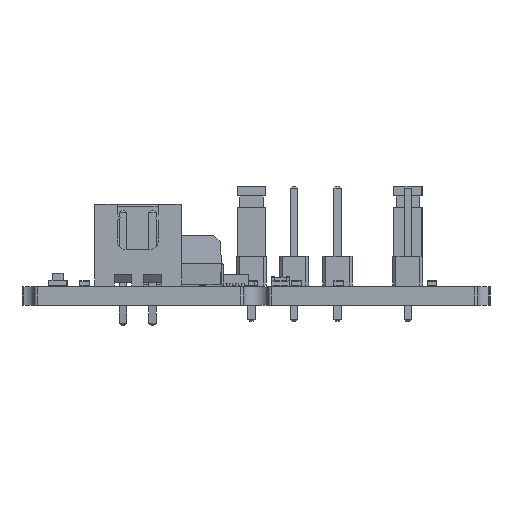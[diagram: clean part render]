
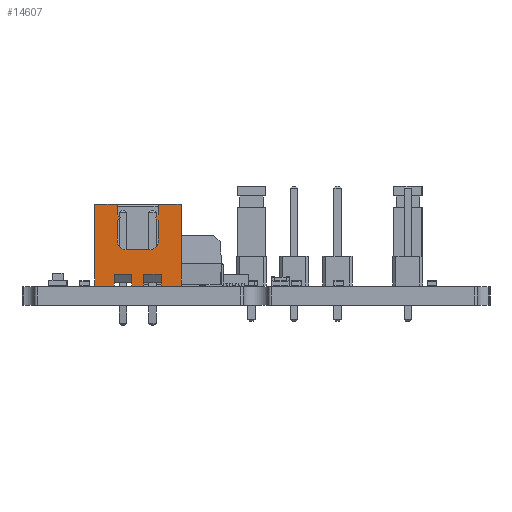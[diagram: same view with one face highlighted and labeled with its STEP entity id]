
A CAD part, left-side view. The second image highlights one B-rep face of the part: STEP entity #14607.
In plain terms, the highlighted face is planar.
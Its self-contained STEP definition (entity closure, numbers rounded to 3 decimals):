
#14052 = VERTEX_POINT('',#14053);
#14053 = CARTESIAN_POINT('',(-2.45,2.35,0.));
#14061 = EDGE_CURVE('',#14052,#14062,#14064,.T.);
#14062 = VERTEX_POINT('',#14063);
#14063 = CARTESIAN_POINT('',(-2.45,2.35,7.));
#14064 = LINE('',#14065,#14066);
#14065 = CARTESIAN_POINT('',(-2.45,2.35,0.));
#14066 = VECTOR('',#14067,1.);
#14067 = DIRECTION('',(0.,0.,1.));
#14253 = VERTEX_POINT('',#14254);
#14254 = CARTESIAN_POINT('',(4.95,2.35,0.));
#14296 = VERTEX_POINT('',#14297);
#14297 = CARTESIAN_POINT('',(4.95,2.35,7.));
#14303 = EDGE_CURVE('',#14253,#14296,#14304,.T.);
#14304 = LINE('',#14305,#14306);
#14305 = CARTESIAN_POINT('',(4.95,2.35,0.));
#14306 = VECTOR('',#14307,1.);
#14307 = DIRECTION('',(0.,0.,1.));
#14410 = VERTEX_POINT('',#14411);
#14411 = CARTESIAN_POINT('',(-0.75,2.35,0.));
#14417 = EDGE_CURVE('',#14410,#14052,#14418,.T.);
#14418 = LINE('',#14419,#14420);
#14419 = CARTESIAN_POINT('',(4.95,2.35,0.));
#14420 = VECTOR('',#14421,1.);
#14421 = DIRECTION('',(-1.,0.,0.));
#14589 = VERTEX_POINT('',#14590);
#14590 = CARTESIAN_POINT('',(-0.5,2.35,7.));
#14596 = EDGE_CURVE('',#14589,#14062,#14597,.T.);
#14597 = LINE('',#14598,#14599);
#14598 = CARTESIAN_POINT('',(4.95,2.35,7.));
#14599 = VECTOR('',#14600,1.);
#14600 = DIRECTION('',(-1.,0.,0.));
#14607 = ADVANCED_FACE('',(#14608),#14772,.F.);
#14608 = FACE_BOUND('',#14609,.F.);
#14609 = EDGE_LOOP('',(#14610,#14618,#14619,#14627,#14635,#14643,#14651,
    #14659,#14668,#14676,#14685,#14693,#14701,#14709,#14715,#14716,
    #14717,#14718,#14726,#14734,#14742,#14750,#14758,#14766));
#14610 = ORIENTED_EDGE('',*,*,#14611,.F.);
#14611 = EDGE_CURVE('',#14253,#14612,#14614,.T.);
#14612 = VERTEX_POINT('',#14613);
#14613 = CARTESIAN_POINT('',(3.25,2.35,0.));
#14614 = LINE('',#14615,#14616);
#14615 = CARTESIAN_POINT('',(4.95,2.35,0.));
#14616 = VECTOR('',#14617,1.);
#14617 = DIRECTION('',(-1.,0.,0.));
#14618 = ORIENTED_EDGE('',*,*,#14303,.T.);
#14619 = ORIENTED_EDGE('',*,*,#14620,.T.);
#14620 = EDGE_CURVE('',#14296,#14621,#14623,.T.);
#14621 = VERTEX_POINT('',#14622);
#14622 = CARTESIAN_POINT('',(3.,2.35,7.));
#14623 = LINE('',#14624,#14625);
#14624 = CARTESIAN_POINT('',(4.95,2.35,7.));
#14625 = VECTOR('',#14626,1.);
#14626 = DIRECTION('',(-1.,0.,0.));
#14627 = ORIENTED_EDGE('',*,*,#14628,.F.);
#14628 = EDGE_CURVE('',#14629,#14621,#14631,.T.);
#14629 = VERTEX_POINT('',#14630);
#14630 = CARTESIAN_POINT('',(3.,2.35,6.1));
#14631 = LINE('',#14632,#14633);
#14632 = CARTESIAN_POINT('',(3.,2.35,6.1));
#14633 = VECTOR('',#14634,1.);
#14634 = DIRECTION('',(0.,0.,1.));
#14635 = ORIENTED_EDGE('',*,*,#14636,.F.);
#14636 = EDGE_CURVE('',#14637,#14629,#14639,.T.);
#14637 = VERTEX_POINT('',#14638);
#14638 = CARTESIAN_POINT('',(2.75,2.35,5.85));
#14639 = LINE('',#14640,#14641);
#14640 = CARTESIAN_POINT('',(2.75,2.35,5.85));
#14641 = VECTOR('',#14642,1.);
#14642 = DIRECTION('',(0.707,0.,0.707
    ));
#14643 = ORIENTED_EDGE('',*,*,#14644,.F.);
#14644 = EDGE_CURVE('',#14645,#14637,#14647,.T.);
#14645 = VERTEX_POINT('',#14646);
#14646 = CARTESIAN_POINT('',(3.,2.35,5.6));
#14647 = LINE('',#14648,#14649);
#14648 = CARTESIAN_POINT('',(3.,2.35,5.6));
#14649 = VECTOR('',#14650,1.);
#14650 = DIRECTION('',(-0.707,0.,0.707
    ));
#14651 = ORIENTED_EDGE('',*,*,#14652,.F.);
#14652 = EDGE_CURVE('',#14653,#14645,#14655,.T.);
#14653 = VERTEX_POINT('',#14654);
#14654 = CARTESIAN_POINT('',(3.,2.35,3.85));
#14655 = LINE('',#14656,#14657);
#14656 = CARTESIAN_POINT('',(3.,2.35,3.1));
#14657 = VECTOR('',#14658,1.);
#14658 = DIRECTION('',(0.,0.,1.));
#14659 = ORIENTED_EDGE('',*,*,#14660,.F.);
#14660 = EDGE_CURVE('',#14661,#14653,#14663,.T.);
#14661 = VERTEX_POINT('',#14662);
#14662 = CARTESIAN_POINT('',(2.25,2.35,3.1));
#14663 = CIRCLE('',#14664,0.75);
#14664 = AXIS2_PLACEMENT_3D('',#14665,#14666,#14667);
#14665 = CARTESIAN_POINT('',(2.25,2.35,3.85));
#14666 = DIRECTION('',(0.,-1.,0.));
#14667 = DIRECTION('',(0.,0.,1.));
#14668 = ORIENTED_EDGE('',*,*,#14669,.F.);
#14669 = EDGE_CURVE('',#14670,#14661,#14672,.T.);
#14670 = VERTEX_POINT('',#14671);
#14671 = CARTESIAN_POINT('',(0.25,2.35,3.1));
#14672 = LINE('',#14673,#14674);
#14673 = CARTESIAN_POINT('',(1.25,2.35,3.1));
#14674 = VECTOR('',#14675,1.);
#14675 = DIRECTION('',(1.,0.,0.));
#14676 = ORIENTED_EDGE('',*,*,#14677,.T.);
#14677 = EDGE_CURVE('',#14670,#14678,#14680,.T.);
#14678 = VERTEX_POINT('',#14679);
#14679 = CARTESIAN_POINT('',(-0.5,2.35,3.85));
#14680 = CIRCLE('',#14681,0.75);
#14681 = AXIS2_PLACEMENT_3D('',#14682,#14683,#14684);
#14682 = CARTESIAN_POINT('',(0.25,2.35,3.85));
#14683 = DIRECTION('',(0.,1.,-0.));
#14684 = DIRECTION('',(0.,0.,1.));
#14685 = ORIENTED_EDGE('',*,*,#14686,.T.);
#14686 = EDGE_CURVE('',#14678,#14687,#14689,.T.);
#14687 = VERTEX_POINT('',#14688);
#14688 = CARTESIAN_POINT('',(-0.5,2.35,5.6));
#14689 = LINE('',#14690,#14691);
#14690 = CARTESIAN_POINT('',(-0.5,2.35,3.1));
#14691 = VECTOR('',#14692,1.);
#14692 = DIRECTION('',(0.,0.,1.));
#14693 = ORIENTED_EDGE('',*,*,#14694,.T.);
#14694 = EDGE_CURVE('',#14687,#14695,#14697,.T.);
#14695 = VERTEX_POINT('',#14696);
#14696 = CARTESIAN_POINT('',(-0.25,2.35,5.85));
#14697 = LINE('',#14698,#14699);
#14698 = CARTESIAN_POINT('',(-0.5,2.35,5.6));
#14699 = VECTOR('',#14700,1.);
#14700 = DIRECTION('',(0.707,0.,0.707
    ));
#14701 = ORIENTED_EDGE('',*,*,#14702,.T.);
#14702 = EDGE_CURVE('',#14695,#14703,#14705,.T.);
#14703 = VERTEX_POINT('',#14704);
#14704 = CARTESIAN_POINT('',(-0.5,2.35,6.1));
#14705 = LINE('',#14706,#14707);
#14706 = CARTESIAN_POINT('',(-0.25,2.35,5.85));
#14707 = VECTOR('',#14708,1.);
#14708 = DIRECTION('',(-0.707,0.,0.707
    ));
#14709 = ORIENTED_EDGE('',*,*,#14710,.T.);
#14710 = EDGE_CURVE('',#14703,#14589,#14711,.T.);
#14711 = LINE('',#14712,#14713);
#14712 = CARTESIAN_POINT('',(-0.5,2.35,6.1));
#14713 = VECTOR('',#14714,1.);
#14714 = DIRECTION('',(0.,0.,1.));
#14715 = ORIENTED_EDGE('',*,*,#14596,.T.);
#14716 = ORIENTED_EDGE('',*,*,#14061,.F.);
#14717 = ORIENTED_EDGE('',*,*,#14417,.F.);
#14718 = ORIENTED_EDGE('',*,*,#14719,.T.);
#14719 = EDGE_CURVE('',#14410,#14720,#14722,.T.);
#14720 = VERTEX_POINT('',#14721);
#14721 = CARTESIAN_POINT('',(-0.75,2.35,1.));
#14722 = LINE('',#14723,#14724);
#14723 = CARTESIAN_POINT('',(-0.75,2.35,0.));
#14724 = VECTOR('',#14725,1.);
#14725 = DIRECTION('',(0.,0.,1.));
#14726 = ORIENTED_EDGE('',*,*,#14727,.F.);
#14727 = EDGE_CURVE('',#14728,#14720,#14730,.T.);
#14728 = VERTEX_POINT('',#14729);
#14729 = CARTESIAN_POINT('',(0.75,2.35,1.));
#14730 = LINE('',#14731,#14732);
#14731 = CARTESIAN_POINT('',(0.75,2.35,1.));
#14732 = VECTOR('',#14733,1.);
#14733 = DIRECTION('',(-1.,0.,0.));
#14734 = ORIENTED_EDGE('',*,*,#14735,.F.);
#14735 = EDGE_CURVE('',#14736,#14728,#14738,.T.);
#14736 = VERTEX_POINT('',#14737);
#14737 = CARTESIAN_POINT('',(0.75,2.35,0.));
#14738 = LINE('',#14739,#14740);
#14739 = CARTESIAN_POINT('',(0.75,2.35,0.));
#14740 = VECTOR('',#14741,1.);
#14741 = DIRECTION('',(0.,0.,1.));
#14742 = ORIENTED_EDGE('',*,*,#14743,.F.);
#14743 = EDGE_CURVE('',#14744,#14736,#14746,.T.);
#14744 = VERTEX_POINT('',#14745);
#14745 = CARTESIAN_POINT('',(1.75,2.35,0.));
#14746 = LINE('',#14747,#14748);
#14747 = CARTESIAN_POINT('',(4.95,2.35,0.));
#14748 = VECTOR('',#14749,1.);
#14749 = DIRECTION('',(-1.,0.,0.));
#14750 = ORIENTED_EDGE('',*,*,#14751,.T.);
#14751 = EDGE_CURVE('',#14744,#14752,#14754,.T.);
#14752 = VERTEX_POINT('',#14753);
#14753 = CARTESIAN_POINT('',(1.75,2.35,1.));
#14754 = LINE('',#14755,#14756);
#14755 = CARTESIAN_POINT('',(1.75,2.35,0.));
#14756 = VECTOR('',#14757,1.);
#14757 = DIRECTION('',(0.,0.,1.));
#14758 = ORIENTED_EDGE('',*,*,#14759,.F.);
#14759 = EDGE_CURVE('',#14760,#14752,#14762,.T.);
#14760 = VERTEX_POINT('',#14761);
#14761 = CARTESIAN_POINT('',(3.25,2.35,1.));
#14762 = LINE('',#14763,#14764);
#14763 = CARTESIAN_POINT('',(3.25,2.35,1.));
#14764 = VECTOR('',#14765,1.);
#14765 = DIRECTION('',(-1.,0.,0.));
#14766 = ORIENTED_EDGE('',*,*,#14767,.F.);
#14767 = EDGE_CURVE('',#14612,#14760,#14768,.T.);
#14768 = LINE('',#14769,#14770);
#14769 = CARTESIAN_POINT('',(3.25,2.35,0.));
#14770 = VECTOR('',#14771,1.);
#14771 = DIRECTION('',(0.,0.,1.));
#14772 = PLANE('',#14773);
#14773 = AXIS2_PLACEMENT_3D('',#14774,#14775,#14776);
#14774 = CARTESIAN_POINT('',(4.95,2.35,0.));
#14775 = DIRECTION('',(0.,-1.,0.));
#14776 = DIRECTION('',(-1.,0.,0.));
